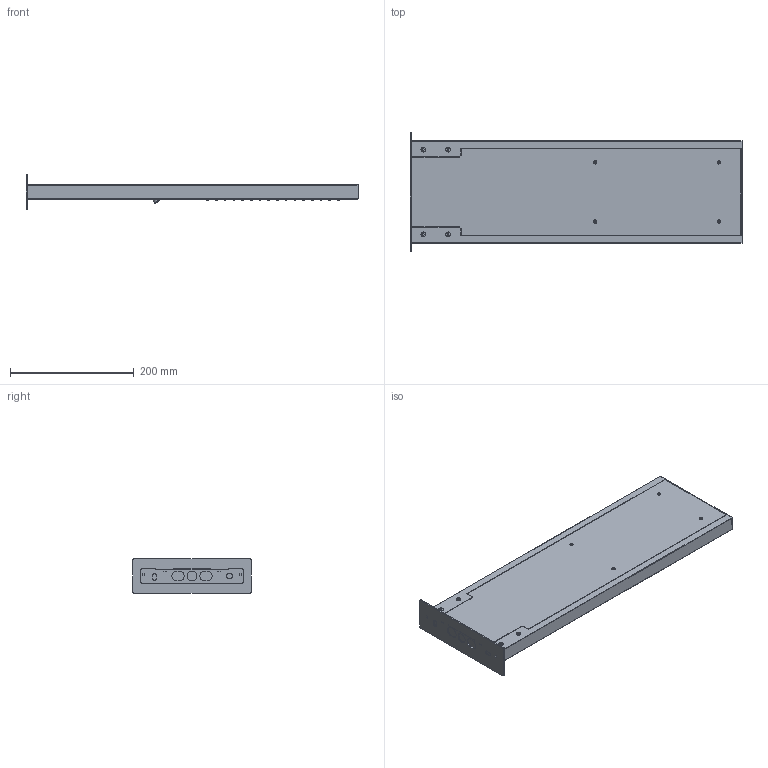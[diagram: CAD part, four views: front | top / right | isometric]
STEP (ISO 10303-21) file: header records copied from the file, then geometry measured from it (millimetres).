
FILE_DESCRIPTION(/* description */ ('Unknown'),/* implementation_level */ '2;1');
FILE_NAME(/* name */ 'M193',/* time_stamp */ '2016-04-27T09:01:28+02:00',/* author */ ('Unknown'),/* organization */ ('Unknown'),/* preprocessor_version */ 'ST-DEVELOPER v16.7',/* originating_system */ 'DEX',/* authorisation */ $);
FILE_SCHEMA (('AUTOMOTIVE_DESIGN {1 0 10303 214 3 1 1}'));
Products named in the file (1): M193
Bounding box: 537 x 192 x 55 mm (x, y, z)
Volume: 2053295.4 mm3; surface area: 248754.2 mm2
Topology: 1 solids, 6 shells, 3502 faces, 9115 edges, 6127 vertices
Faces by surface type: plane 1966, cylinder 1346, cone 180, torus 10
Full cylindrical faces by diameter (mm): 5 x4, 5.5 x4, 7.2 x4, 16 x1
Entity records: 136989 total; most frequent: DIRECTION 18797, CARTESIAN_POINT 18456, ORIENTED_EDGE 17502, EDGE_CURVE 8751, AXIS2_PLACEMENT_3D 6559, VERTEX_POINT 5948, LINE 5679, VECTOR 5679
